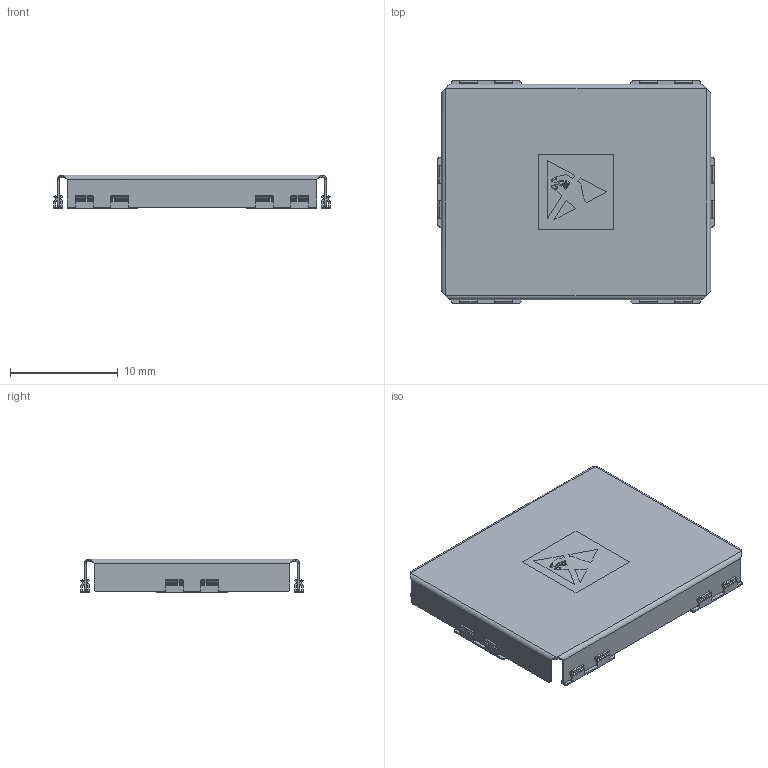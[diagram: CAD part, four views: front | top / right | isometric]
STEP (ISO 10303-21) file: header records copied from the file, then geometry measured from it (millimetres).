
FILE_DESCRIPTION (( 'STEP AP214' ), '1' );
FILE_NAME ('Shield_2025_01.STEP', '2021-06-09T07:35:01', ( '' ), ( '' ), 'SwSTEP 2.0', 'SolidWorks 2020', '' );
FILE_SCHEMA (( 'AUTOMOTIVE_DESIGN' ));
Length unit declared in the file: millimetre
Products named in the file (3): Shield_2025_01; EMI_RFI_MountSMD; EMI_RFI_Shield_2025
Assembly tree (7 placements, depth 2):
  Shield_2025_01
    EMI_RFI_Shield_2025
    EMI_RFI_MountSMD  x6
Bounding box: 25.66 x 20.66 x 3.15 mm (x, y, z)
Volume: 155.9 mm3; surface area: 1639.4 mm2
Topology: 7 solids, 7 shells, 497 faces, 1424 edges, 948 vertices
Faces by surface type: plane 257, cylinder 232, bspline 8
Entity records: 4538 total; most frequent: CARTESIAN_POINT 1106, ORIENTED_EDGE 688, DIRECTION 662, EDGE_CURVE 344, LINE 228, VERTEX_POINT 228, VECTOR 228, AXIS2_PLACEMENT_3D 217
